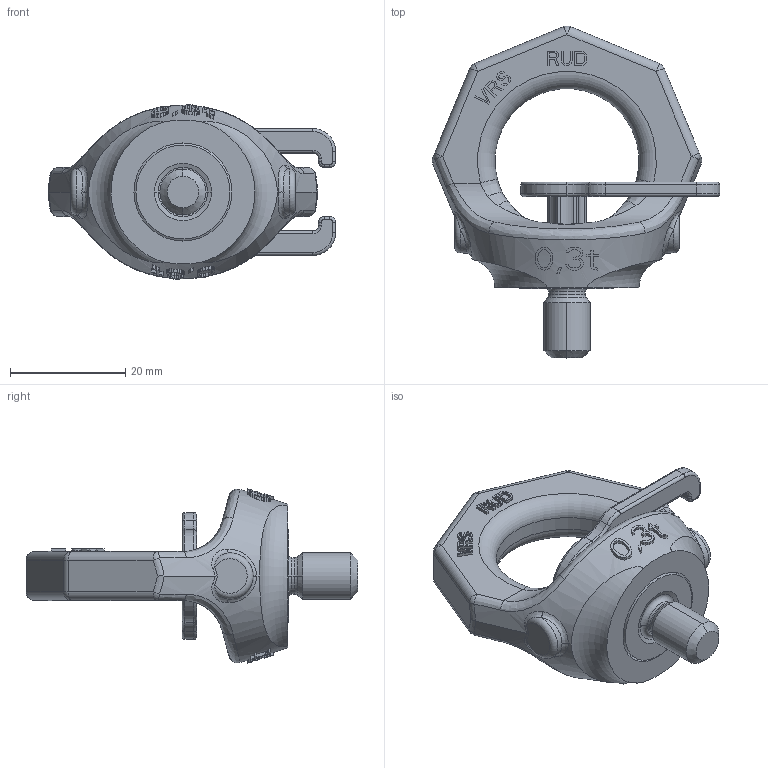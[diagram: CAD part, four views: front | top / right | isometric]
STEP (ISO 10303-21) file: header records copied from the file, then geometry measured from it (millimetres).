
FILE_DESCRIPTION((''),'2;1');
FILE_NAME('001-M35304-P-2_ASM','2016-01-13T',('Andreas.Wendler'),(''),'PRO/ENGINEER BY PARAMETRIC TECHNOLOGY CORPORATION, 2010140','PRO/ENGINEER BY PARAMETRIC TECHNOLOGY CORPORATION, 2010140','');
FILE_SCHEMA(('CONFIG_CONTROL_DESIGN'));
Length unit declared in the file: millimetre
Products named in the file (4): 001-M35304-P-1; 001-M35101-P-1; 001-M31135-P-3; 001-M35304-P-2_ASM
Assembly tree (3 placements, depth 2):
  001-M35304-P-2_ASM
    001-M35304-P-1
    001-M35101-P-1
    001-M31135-P-3
Bounding box: 49.87 x 57.57 x 30.25 mm (x, y, z)
Volume: 15203.7 mm3; surface area: 8039.8 mm2
Topology: 3 solids, 3 shells, 745 faces, 2012 edges, 1296 vertices
Faces by surface type: plane 552, cylinder 77, bspline 56, torus 38, sphere 14, cone 8
Entity records: 26306 total; most frequent: CARTESIAN_POINT 8738, ORIENTED_EDGE 4024, DIRECTION 3036, EDGE_CURVE 2012, VERTEX_POINT 1296, VECTOR 1168, LINE 1168, AXIS2_PLACEMENT_3D 934
